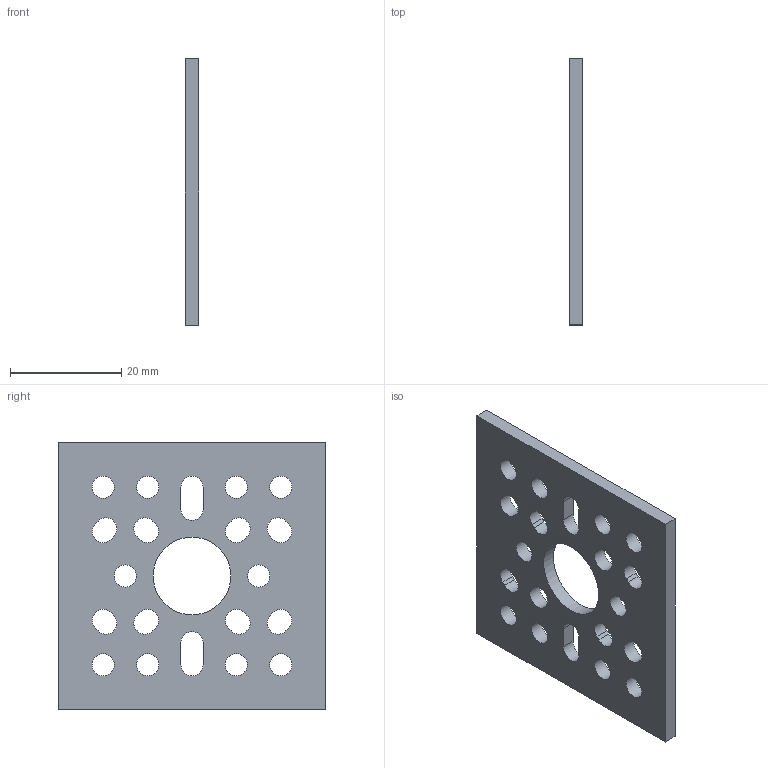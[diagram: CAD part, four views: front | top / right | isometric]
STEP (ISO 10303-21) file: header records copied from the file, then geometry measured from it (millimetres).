
FILE_DESCRIPTION( ( '' ), ' ' );
FILE_NAME( '5a2ac3c87c122e0ef434ac5f.step', '2017-12-08T16:54:33', ( '' ), ( '' ), ' ', ' ', ' ' );
FILE_SCHEMA( ( 'AUTOMOTIVE_DESIGN { 1 0 10303 214 1 1 1 1 }' ) );
Length unit declared in the file: metre
Products named in the file (1): 1104-0001-0048
Bounding box: 2.5 x 48 x 48 mm (x, y, z)
Volume: 4611.9 mm3; surface area: 4975.3 mm2
Topology: 1 solids, 1 shells, 57 faces, 165 edges, 110 vertices
Faces by surface type: cylinder 31, plane 26
Full cylindrical faces by diameter (mm): 4 x10, 14 x1
Entity records: 2402 total; most frequent: DIRECTION 332, CARTESIAN_POINT 322, ORIENTED_EDGE 308, EDGE_CURVE 154, AXIS2_PLACEMENT_3D 120, EDGE_LOOP 110, VERTEX_POINT 110, LINE 92
